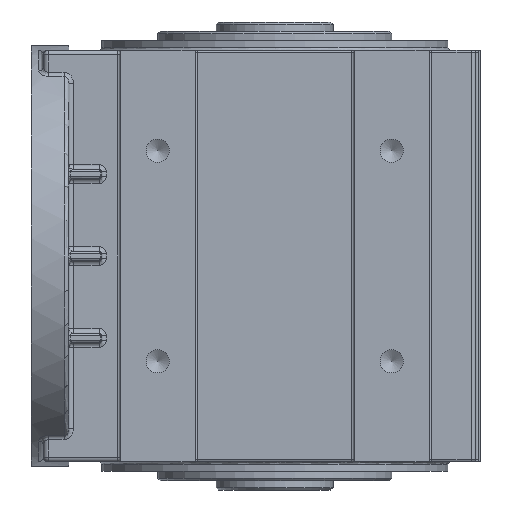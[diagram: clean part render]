
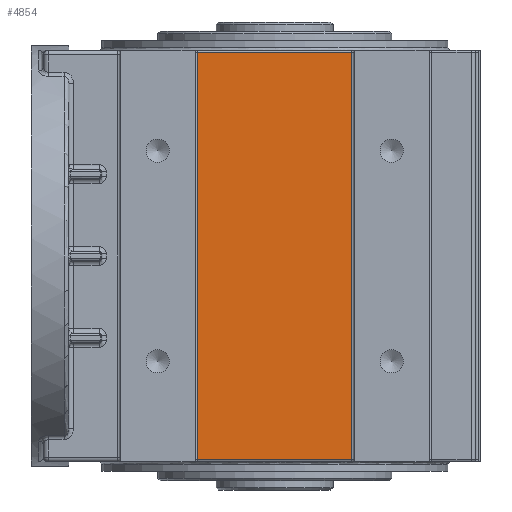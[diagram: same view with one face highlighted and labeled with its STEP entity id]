
A CAD part, front view. The second image highlights one B-rep face of the part: STEP entity #4854.
In plain terms, the highlighted planar face has unit normal (0, -1, 0).
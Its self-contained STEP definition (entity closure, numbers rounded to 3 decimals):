
#4313=CARTESIAN_POINT('',(68.5,-23.,-43.5));
#4314=VERTEX_POINT('',#4313);
#4359=CARTESIAN_POINT('',(68.5,-23.,43.5));
#4360=VERTEX_POINT('',#4359);
#4368=CARTESIAN_POINT('',(68.5,-23.,43.5));
#4369=DIRECTION('',(0.0,0.0,-1.0));
#4370=VECTOR('',#4369,87.);
#4371=LINE('',#4368,#4370);
#4372=EDGE_CURVE('',#4360,#4314,#4371,.T.);
#4610=CARTESIAN_POINT('',(35.5,-23.,43.5));
#4611=VERTEX_POINT('',#4610);
#4656=CARTESIAN_POINT('',(35.5,-23.,-43.5));
#4657=VERTEX_POINT('',#4656);
#4665=CARTESIAN_POINT('',(35.5,-23.,-43.5));
#4666=DIRECTION('',(0.0,0.0,1.0));
#4667=VECTOR('',#4666,87.0);
#4668=LINE('',#4665,#4667);
#4669=EDGE_CURVE('',#4657,#4611,#4668,.T.);
#4822=CARTESIAN_POINT('',(68.5,-23.,-43.5));
#4823=DIRECTION('',(-1.0,0.0,0.0));
#4824=VECTOR('',#4823,33.);
#4825=LINE('',#4822,#4824);
#4826=EDGE_CURVE('',#4314,#4657,#4825,.T.);
#4838=CARTESIAN_POINT('',(52.,-23.,0.));
#4839=DIRECTION('',(0.0,1.0,0.0));
#4840=DIRECTION('',(0.0,0.0,1.0));
#4841=AXIS2_PLACEMENT_3D('',#4838,#4839,#4840);
#4842=PLANE('',#4841);
#4843=ORIENTED_EDGE('',*,*,#4372,.F.);
#4844=CARTESIAN_POINT('',(35.5,-23.,43.5));
#4845=DIRECTION('',(1.0,0.0,0.0));
#4846=VECTOR('',#4845,33.);
#4847=LINE('',#4844,#4846);
#4848=EDGE_CURVE('',#4611,#4360,#4847,.T.);
#4849=ORIENTED_EDGE('',*,*,#4848,.F.);
#4850=ORIENTED_EDGE('',*,*,#4669,.F.);
#4851=ORIENTED_EDGE('',*,*,#4826,.F.);
#4852=EDGE_LOOP('',(#4843,#4849,#4850,#4851));
#4853=FACE_OUTER_BOUND('',#4852,.T.);
#4854=ADVANCED_FACE('',(#4853),#4842,.F.);
